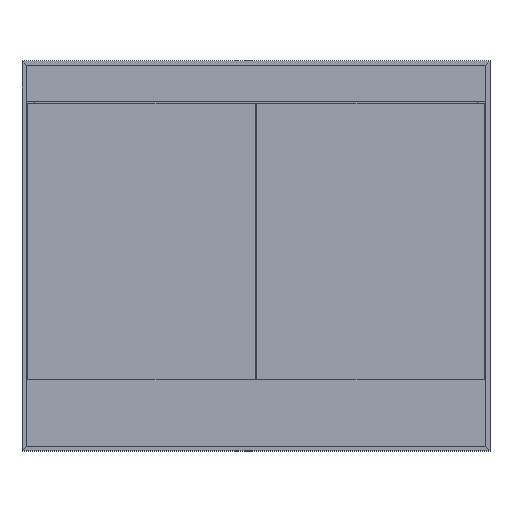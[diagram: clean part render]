
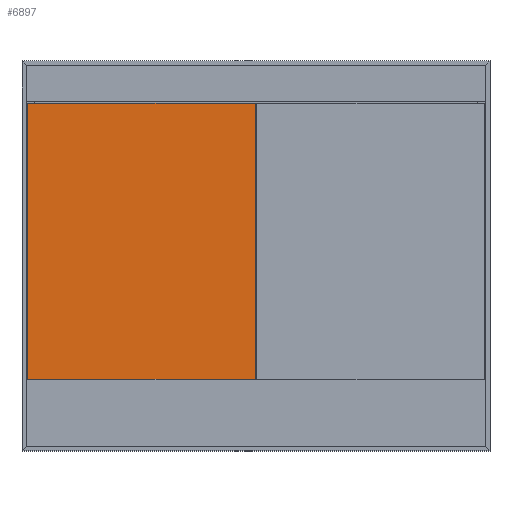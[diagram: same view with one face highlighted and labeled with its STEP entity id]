
A CAD part, top view. The second image highlights one B-rep face of the part: STEP entity #6897.
In plain terms, the highlighted planar face has unit normal (0, 0, 1).
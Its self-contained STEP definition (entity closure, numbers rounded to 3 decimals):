
#160 = ORIENTED_EDGE ( 'NONE', *, *, #10781, .T. ) ;
#325 = CARTESIAN_POINT ( 'NONE',  ( 448.5, 138., 0. ) ) ;
#477 = LINE ( 'NONE', #3901, #4678 ) ;
#696 = CARTESIAN_POINT ( 'NONE',  ( 448.5, 669., 0. ) ) ;
#1127 = VERTEX_POINT ( 'NONE', #9674 ) ;
#2286 = ORIENTED_EDGE ( 'NONE', *, *, #10694, .T. ) ;
#2611 = EDGE_CURVE ( 'NONE', #1127, #9988, #11021, .T. ) ;
#2612 = DIRECTION ( 'NONE',  ( 0., 0., 1. ) ) ;
#3014 = VECTOR ( 'NONE', #6732, 1000. ) ;
#3289 = CARTESIAN_POINT ( 'NONE',  ( 11., 669., 0. ) ) ;
#3472 = AXIS2_PLACEMENT_3D ( 'NONE', #10357, #2612, #6061 ) ;
#3604 = VECTOR ( 'NONE', #4130, 1000. ) ;
#3901 = CARTESIAN_POINT ( 'NONE',  ( 11., 669., 0. ) ) ;
#4130 = DIRECTION ( 'NONE',  ( 0., 1., 0. ) ) ;
#4272 = LINE ( 'NONE', #7723, #7046 ) ;
#4678 = VECTOR ( 'NONE', #7355, 1000. ) ;
#4834 = VERTEX_POINT ( 'NONE', #6087 ) ;
#5256 = EDGE_CURVE ( 'NONE', #9988, #8124, #4272, .T. ) ;
#5679 = ORIENTED_EDGE ( 'NONE', *, *, #2611, .T. ) ;
#6061 = DIRECTION ( 'NONE',  ( 1., 0., 0. ) ) ;
#6087 = CARTESIAN_POINT ( 'NONE',  ( 448.5, 669., 0. ) ) ;
#6732 = DIRECTION ( 'NONE',  ( 0., -1., 0. ) ) ;
#6897 = ADVANCED_FACE ( 'NONE', ( #6923 ), #10195, .T. ) ;
#6923 = FACE_OUTER_BOUND ( 'NONE', #7842, .T. ) ;
#7046 = VECTOR ( 'NONE', #11161, 1000. ) ;
#7355 = DIRECTION ( 'NONE',  ( -1., 0., 0. ) ) ;
#7723 = CARTESIAN_POINT ( 'NONE',  ( 11., 138., 0. ) ) ;
#7842 = EDGE_LOOP ( 'NONE', ( #5679, #8762, #160, #2286 ) ) ;
#7931 = CARTESIAN_POINT ( 'NONE',  ( 11., 138., 0. ) ) ;
#8124 = VERTEX_POINT ( 'NONE', #325 ) ;
#8421 = LINE ( 'NONE', #696, #3604 ) ;
#8762 = ORIENTED_EDGE ( 'NONE', *, *, #5256, .T. ) ;
#9674 = CARTESIAN_POINT ( 'NONE',  ( 11., 669., 0. ) ) ;
#9988 = VERTEX_POINT ( 'NONE', #7931 ) ;
#10195 = PLANE ( 'NONE',  #3472 ) ;
#10357 = CARTESIAN_POINT ( 'NONE',  ( 0., 0., 0. ) ) ;
#10694 = EDGE_CURVE ( 'NONE', #4834, #1127, #477, .T. ) ;
#10781 = EDGE_CURVE ( 'NONE', #8124, #4834, #8421, .T. ) ;
#11021 = LINE ( 'NONE', #3289, #3014 ) ;
#11161 = DIRECTION ( 'NONE',  ( 1., 0., 0. ) ) ;
